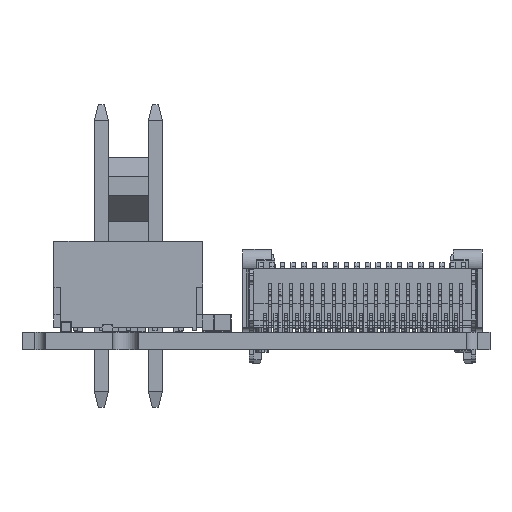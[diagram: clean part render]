
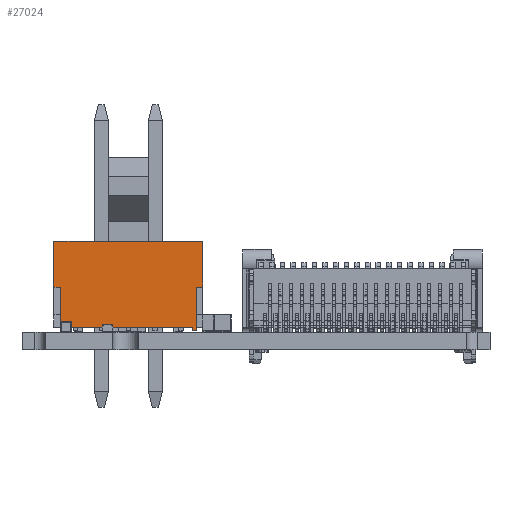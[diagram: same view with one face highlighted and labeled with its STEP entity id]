
A CAD part, front view. The second image highlights one B-rep face of the part: STEP entity #27024.
In plain terms, the highlighted planar face has unit normal (0, -1, 0).
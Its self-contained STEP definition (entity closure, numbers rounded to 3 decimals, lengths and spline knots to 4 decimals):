
#27024=ADVANCED_FACE('',(#33153),#29678,.F.);
#29678=PLANE('',#96304);
#33153=FACE_OUTER_BOUND('',#36863,.T.);
#36863=EDGE_LOOP('',(#56536,#56537,#56538,#56539,#56540,#56541,#56542,#56543,
#56544,#56545,#56546,#56547));
#56536=ORIENTED_EDGE('',*,*,#73941,.F.);
#56537=ORIENTED_EDGE('',*,*,#73933,.T.);
#56538=ORIENTED_EDGE('',*,*,#73936,.T.);
#56539=ORIENTED_EDGE('',*,*,#74036,.F.);
#56540=ORIENTED_EDGE('',*,*,#74048,.T.);
#56541=ORIENTED_EDGE('',*,*,#74026,.T.);
#56542=ORIENTED_EDGE('',*,*,#73940,.F.);
#56543=ORIENTED_EDGE('',*,*,#74005,.F.);
#56544=ORIENTED_EDGE('',*,*,#74045,.T.);
#56545=ORIENTED_EDGE('',*,*,#74049,.F.);
#56546=ORIENTED_EDGE('',*,*,#74050,.F.);
#56547=ORIENTED_EDGE('',*,*,#74028,.T.);
#63903=VERTEX_POINT('',#135318);
#63904=VERTEX_POINT('',#135320);
#63905=VERTEX_POINT('',#135324);
#63906=VERTEX_POINT('',#135328);
#63909=VERTEX_POINT('',#135333);
#63910=VERTEX_POINT('',#135337);
#63946=VERTEX_POINT('',#135462);
#63959=VERTEX_POINT('',#135503);
#63961=VERTEX_POINT('',#135509);
#63964=VERTEX_POINT('',#135521);
#63970=VERTEX_POINT('',#135541);
#63972=VERTEX_POINT('',#135548);
#73933=EDGE_CURVE('',#63904,#63903,#82424,.T.);
#73936=EDGE_CURVE('',#63903,#63905,#82427,.T.);
#73940=EDGE_CURVE('',#63909,#63906,#82431,.T.);
#73941=EDGE_CURVE('',#63904,#63910,#82432,.T.);
#74005=EDGE_CURVE('',#63946,#63909,#82496,.T.);
#74026=EDGE_CURVE('',#63959,#63906,#82517,.T.);
#74028=EDGE_CURVE('',#63961,#63910,#82519,.T.);
#74036=EDGE_CURVE('',#63964,#63905,#82527,.T.);
#74045=EDGE_CURVE('',#63946,#63970,#82536,.T.);
#74048=EDGE_CURVE('',#63964,#63959,#82539,.T.);
#74049=EDGE_CURVE('',#63972,#63970,#82540,.T.);
#74050=EDGE_CURVE('',#63961,#63972,#82541,.T.);
#82424=LINE('',#135319,#90783);
#82427=LINE('',#135325,#90786);
#82431=LINE('',#135334,#90790);
#82432=LINE('',#135336,#90791);
#82496=LINE('',#135463,#90855);
#82517=LINE('',#135504,#90876);
#82519=LINE('',#135508,#90878);
#82527=LINE('',#135522,#90886);
#82536=LINE('',#135540,#90895);
#82539=LINE('',#135546,#90898);
#82540=LINE('',#135547,#90899);
#82541=LINE('',#135549,#90900);
#90783=VECTOR('',#114580,1.);
#90786=VECTOR('',#114585,1.);
#90790=VECTOR('',#114591,1.);
#90791=VECTOR('',#114594,1.);
#90855=VECTOR('',#114710,1.);
#90876=VECTOR('',#114745,1.);
#90878=VECTOR('',#114749,1.);
#90886=VECTOR('',#114761,1.);
#90895=VECTOR('',#114778,1.);
#90898=VECTOR('',#114783,1.);
#90899=VECTOR('',#114784,1.);
#90900=VECTOR('',#114785,1.);
#96304=AXIS2_PLACEMENT_3D('',#135550,#114786,#114787);
#114580=DIRECTION('',(0.,0.,-1.));
#114585=DIRECTION('',(1.,0.,0.));
#114591=DIRECTION('',(-1.,0.,0.));
#114594=DIRECTION('',(-1.,0.,0.));
#114710=DIRECTION('',(0.,0.,-1.));
#114745=DIRECTION('',(0.,0.,-1.));
#114749=DIRECTION('',(0.,0.,-1.));
#114761=DIRECTION('',(0.,0.,-1.));
#114778=DIRECTION('',(1.,0.,0.));
#114783=DIRECTION('',(1.,0.,0.));
#114784=DIRECTION('',(0.,0.,-1.));
#114785=DIRECTION('',(1.,0.,0.));
#114786=DIRECTION('',(0.,1.,0.));
#114787=DIRECTION('',(-1.,0.,0.));
#135318=CARTESIAN_POINT('',(-9.1999,5.25,0.075));
#135319=CARTESIAN_POINT('',(-9.1999,5.25,0.075));
#135320=CARTESIAN_POINT('',(-9.1999,5.25,2.125));
#135324=CARTESIAN_POINT('',(-8.9999,5.25,0.075));
#135325=CARTESIAN_POINT('',(-9.1999,5.25,0.075));
#135328=CARTESIAN_POINT('',(-2.9999,5.25,0.075));
#135333=CARTESIAN_POINT('',(-2.7999,5.25,0.075));
#135334=CARTESIAN_POINT('',(-2.7999,5.25,0.075));
#135336=CARTESIAN_POINT('',(-8.9999,5.25,2.125));
#135337=CARTESIAN_POINT('',(-9.4999,5.25,2.125));
#135462=CARTESIAN_POINT('',(-2.7999,5.25,2.125));
#135463=CARTESIAN_POINT('',(-2.7999,5.25,0.075));
#135503=CARTESIAN_POINT('',(-2.9999,5.25,0.225));
#135504=CARTESIAN_POINT('',(-2.9999,5.25,0.075));
#135508=CARTESIAN_POINT('',(-9.4999,5.25,4.275));
#135509=CARTESIAN_POINT('',(-9.4999,5.25,4.275));
#135521=CARTESIAN_POINT('',(-8.9999,5.25,0.225));
#135522=CARTESIAN_POINT('',(-8.9999,5.25,0.075));
#135540=CARTESIAN_POINT('',(-2.9999,5.25,2.125));
#135541=CARTESIAN_POINT('',(-2.4999,5.25,2.125));
#135546=CARTESIAN_POINT('',(-9.4999,5.25,0.225));
#135547=CARTESIAN_POINT('',(-2.4999,5.25,4.275));
#135548=CARTESIAN_POINT('',(-2.4999,5.25,4.275));
#135549=CARTESIAN_POINT('',(-9.4999,5.25,4.275));
#135550=CARTESIAN_POINT('',(-9.4999,5.25,4.275));
